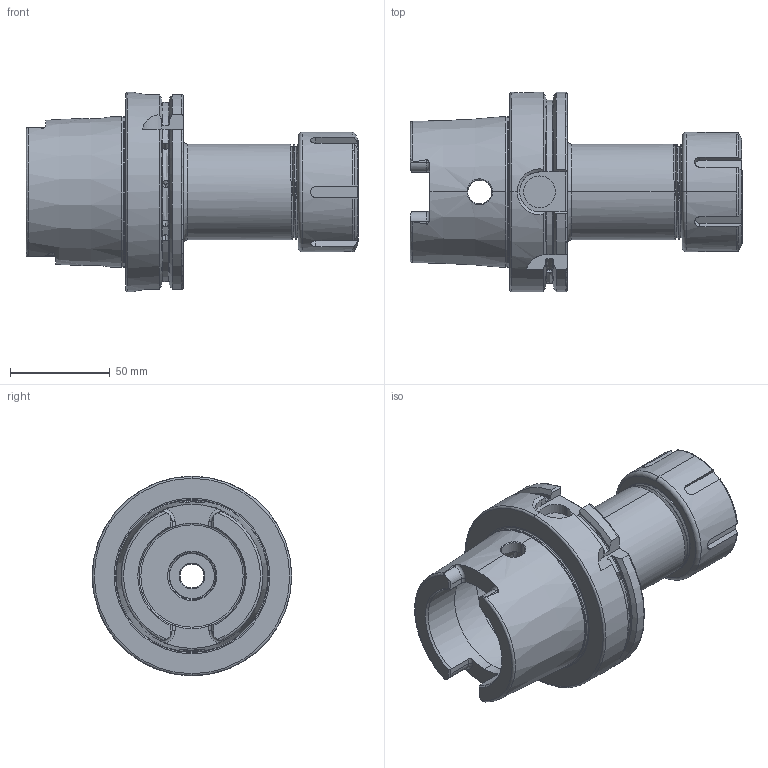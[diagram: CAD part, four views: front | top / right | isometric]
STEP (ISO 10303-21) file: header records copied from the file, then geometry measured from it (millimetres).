
FILE_DESCRIPTION (( 'STEP AP203' ), '1' );
FILE_NAME ('A100.01.25.STEP', '2016-11-26T03:05:25', ( '' ), ( '' ), 'SwSTEP 2.0', 'SolidWorks 2012', '' );
FILE_SCHEMA (( 'CONFIG_CONTROL_DESIGN' ));
Length unit declared in the file: millimetre
Products named in the file (7): A100.01.25; OZ25Y1; OZ25002PD; OZ25#200 3.96MM鋼珠; OZ螺帽螺絲 M5; OZ25001PD
Assembly tree (40 placements, depth 3):
  A100.01.25
    A100.01.25
    OZ25Y1
      OZ25001PD
      OZ25002PD
      OZ螺帽螺絲 M5
      OZ25#200 3.96MM鋼珠  x35
Bounding box: 166.53 x 100 x 100 mm (x, y, z)
Volume: 384141.8 mm3; surface area: 93371 mm2
Topology: 39 solids, 39 shells, 503 faces, 1419 edges, 920 vertices
Faces by surface type: cylinder 168, plane 83, cone 74, sphere 70, torus 67, bspline 41
Entity records: 38102 total; most frequent: CARTESIAN_POINT 26527, ORIENTED_EDGE 2332, DIRECTION 1850, EDGE_CURVE 1166, AXIS2_PLACEMENT_3D 758, VERTEX_POINT 747, EDGE_LOOP 453, FACE_OUTER_BOUND 435
